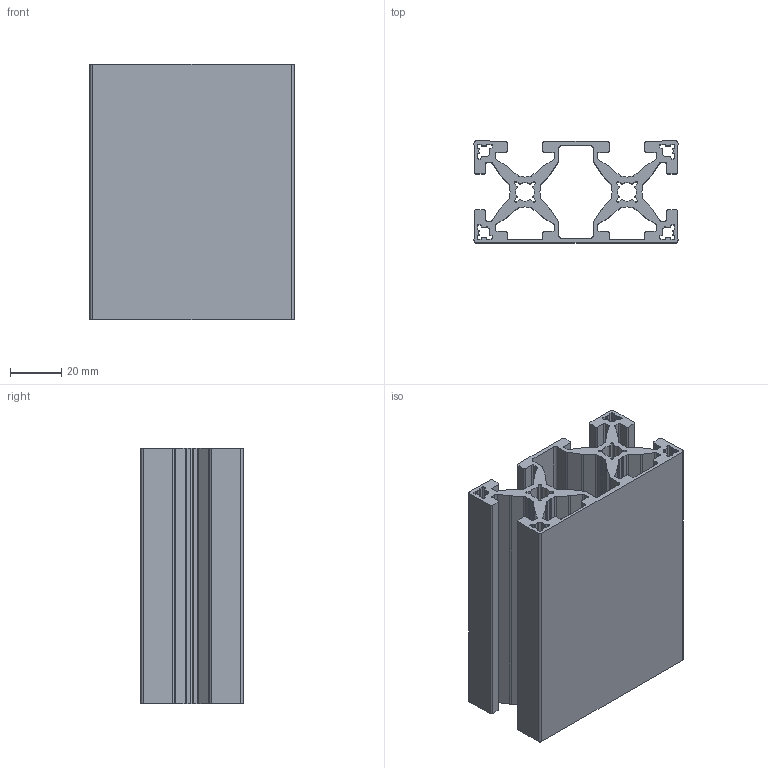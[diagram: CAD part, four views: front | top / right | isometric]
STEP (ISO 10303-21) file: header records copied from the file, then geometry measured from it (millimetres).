
FILE_DESCRIPTION(/* description */ (''),/* implementation_level */ '2;1');
FILE_NAME(/* name */ 'PAC 4082.stp',/* time_stamp */ '2016-10-17T13:04:20+01:00',/* author */ ('kevin'),/* organization */ (''),/* preprocessor_version */ 'ST-DEVELOPER v15.2',/* originating_system */ 'Autodesk Inventor 2014',/* authorisation */ '');
FILE_SCHEMA (('AUTOMOTIVE_DESIGN { 1 0 10303 214 3 1 1 }'));
Length unit declared in the file: millimetre
Products named in the file (1): PAC 4082
Bounding box: 80 x 40 x 100 mm (x, y, z)
Volume: 105223.9 mm3; surface area: 79134 mm2
Topology: 1 solids, 1 shells, 418 faces, 1248 edges, 832 vertices
Faces by surface type: cylinder 220, plane 198
Entity records: 14252 total; most frequent: DIRECTION 2526, CARTESIAN_POINT 2499, ORIENTED_EDGE 2496, EDGE_CURVE 1248, AXIS2_PLACEMENT_3D 859, VERTEX_POINT 832, LINE 808, VECTOR 808
